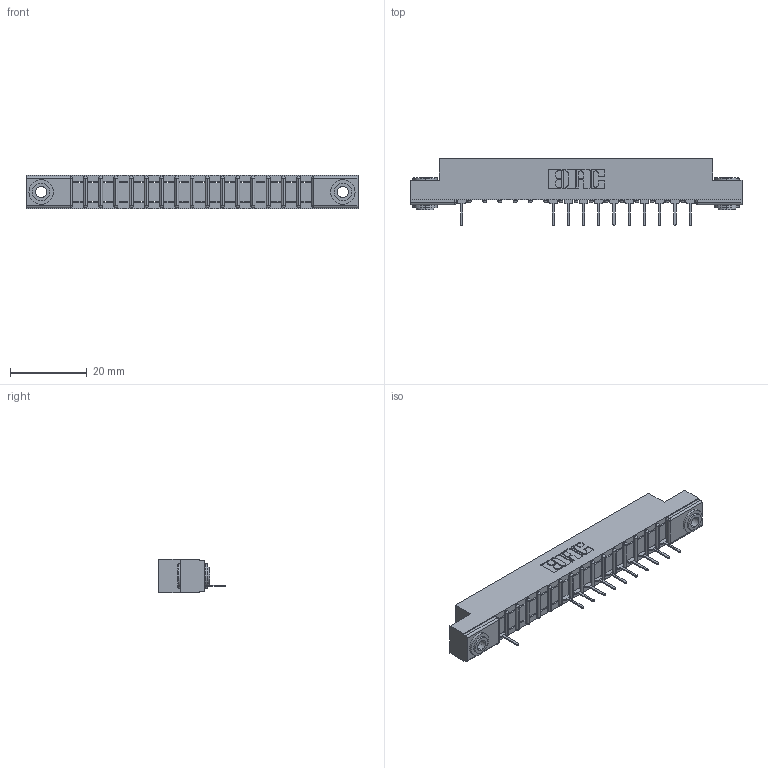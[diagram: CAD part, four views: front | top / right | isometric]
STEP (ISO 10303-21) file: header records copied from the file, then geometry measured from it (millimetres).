
FILE_DESCRIPTION (( 'STEP AP203' ), '1' );
FILE_NAME ('357-016-531-103.STEP', '2018-08-08T01:50:02', ( '' ), ( '' ), 'SwSTEP 2.0', 'SolidWorks 2016', '' );
FILE_SCHEMA (( 'CONFIG_CONTROL_DESIGN' ));
Length unit declared in the file: inch
Products named in the file (4): 357-016-531-103; 307 Part_.156 Dia Mounting Holes; 307-290-001_531; 345-250-002_345-250-002-102
Assembly tree (14 placements, depth 2):
  357-016-531-103
    307 Part_.156 Dia Mounting Holes
    307-290-001_531  x11
    345-250-002_345-250-002-102  x2
Bounding box: 86.41 x 17.42 x 8.71 mm (x, y, z)
Volume: 5379.2 mm3; surface area: 7814.3 mm2
Topology: 14 solids, 14 shells, 903 faces, 2537 edges, 1626 vertices
Faces by surface type: plane 561, cylinder 300, sphere 34, cone 8
Entity records: 17795 total; most frequent: CARTESIAN_POINT 2988, ORIENTED_EDGE 2970, DIRECTION 2931, EDGE_CURVE 1485, LINE 1121, VECTOR 1121, VERTEX_POINT 962, AXIS2_PLACEMENT_3D 905
